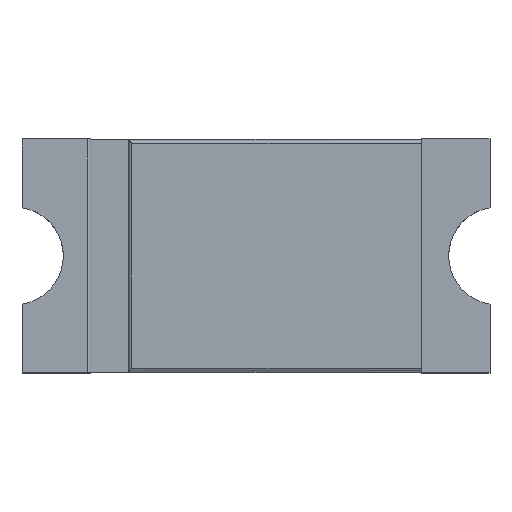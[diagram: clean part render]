
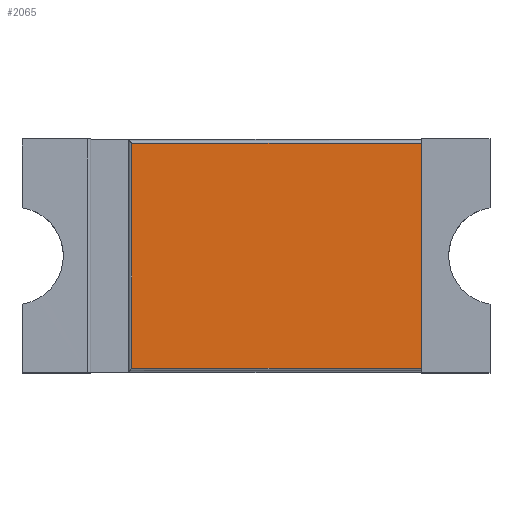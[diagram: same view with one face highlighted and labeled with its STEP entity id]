
A CAD part, top view. The second image highlights one B-rep face of the part: STEP entity #2065.
In plain terms, the highlighted planar face has unit normal (0, 0, 1).
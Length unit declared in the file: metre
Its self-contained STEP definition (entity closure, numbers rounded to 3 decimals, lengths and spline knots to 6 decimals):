
#254=LINE('',#3827,#439);
#273=LINE('',#3867,#458);
#276=LINE('',#3875,#461);
#277=LINE('',#3877,#462);
#439=VECTOR('',#3085,1.);
#458=VECTOR('',#3124,1.);
#461=VECTOR('',#3133,1.);
#462=VECTOR('',#3134,1.);
#1027=ORIENTED_EDGE('',*,*,#1348,.T.);
#1028=ORIENTED_EDGE('',*,*,#1344,.T.);
#1029=ORIENTED_EDGE('',*,*,#1324,.T.);
#1030=ORIENTED_EDGE('',*,*,#1349,.T.);
#1324=EDGE_CURVE('',#1535,#1534,#254,.T.);
#1344=EDGE_CURVE('',#1546,#1535,#273,.T.);
#1348=EDGE_CURVE('',#1548,#1546,#276,.T.);
#1349=EDGE_CURVE('',#1534,#1548,#277,.T.);
#1534=VERTEX_POINT('',#3826);
#1535=VERTEX_POINT('',#3828);
#1546=VERTEX_POINT('',#3868);
#1548=VERTEX_POINT('',#3876);
#1723=EDGE_LOOP('',(#1027,#1028,#1029,#1030));
#1832=FACE_BOUND('',#1723,.T.);
#1896=PLANE('',#2611);
#2065=ADVANCED_FACE('',(#1832),#1896,.T.);
#2611=AXIS2_PLACEMENT_3D('',#3874,#3131,#3132);
#3085=DIRECTION('',(0.,-1.,0.));
#3124=DIRECTION('',(-1.,0.,0.));
#3131=DIRECTION('',(0.,0.,1.));
#3132=DIRECTION('',(0.,1.,0.));
#3133=DIRECTION('',(0.,1.,0.));
#3134=DIRECTION('',(1.,0.,0.));
#3826=CARTESIAN_POINT('',(-0.000902,-0.000817,0.000709));
#3827=CARTESIAN_POINT('',(-0.000902,0.00084,0.000709));
#3828=CARTESIAN_POINT('',(-0.000902,0.000817,0.000709));
#3867=CARTESIAN_POINT('',(0.0012,0.000817,0.000709));
#3868=CARTESIAN_POINT('',(0.0012,0.000817,0.000709));
#3874=CARTESIAN_POINT('',(0.000138,0.,0.000709));
#3875=CARTESIAN_POINT('',(0.0012,-0.00084,0.000709));
#3876=CARTESIAN_POINT('',(0.0012,-0.000817,0.000709));
#3877=CARTESIAN_POINT('',(-0.000925,-0.000817,0.000709));
